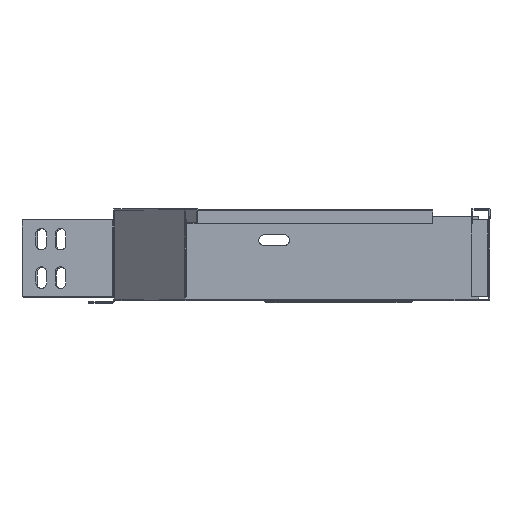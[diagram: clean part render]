
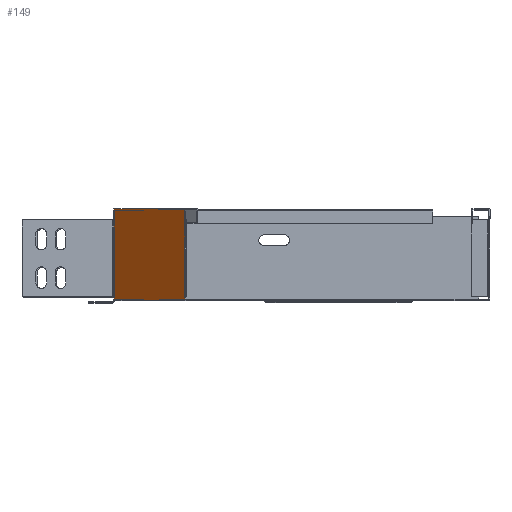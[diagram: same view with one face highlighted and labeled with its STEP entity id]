
A CAD part, top view. The second image highlights one B-rep face of the part: STEP entity #149.
In plain terms, the highlighted planar face has unit normal (-0.707, 0, 0.707).
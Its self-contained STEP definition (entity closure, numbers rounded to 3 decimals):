
#128 = VECTOR ( 'NONE', #713, 1000. ) ;
#143 = LINE ( 'NONE', #6597, #128 ) ;
#149 = ADVANCED_FACE ( 'NONE', ( #2099 ), #3024, .F. ) ;
#287 = VERTEX_POINT ( 'NONE', #6580 ) ;
#570 = DIRECTION ( 'NONE',  ( 0., -1., 0. ) ) ;
#586 = ORIENTED_EDGE ( 'NONE', *, *, #6384, .F. ) ;
#646 = DIRECTION ( 'NONE',  ( -0.707, 0., -0.707 ) ) ;
#713 = DIRECTION ( 'NONE',  ( 0., 1., 0. ) ) ;
#842 = VERTEX_POINT ( 'NONE', #4067 ) ;
#889 = CARTESIAN_POINT ( 'NONE',  ( -98.892, 0., 98.892 ) ) ;
#912 = VERTEX_POINT ( 'NONE', #4960 ) ;
#1123 = DIRECTION ( 'NONE',  ( 0., 1., 0. ) ) ;
#1202 = DIRECTION ( 'NONE',  ( 0., -1., 0. ) ) ;
#1451 = VECTOR ( 'NONE', #2493, 1000. ) ;
#1466 = LINE ( 'NONE', #4308, #1451 ) ;
#1514 = CARTESIAN_POINT ( 'NONE',  ( -121.873, 1.7, 75.911 ) ) ;
#1651 = DIRECTION ( 'NONE',  ( 0.707, 0., 0.707 ) ) ;
#1809 = ORIENTED_EDGE ( 'NONE', *, *, #6085, .F. ) ;
#1869 = CARTESIAN_POINT ( 'NONE',  ( -75.911, 0., 121.873 ) ) ;
#1961 = VECTOR ( 'NONE', #570, 1000. ) ;
#1966 = LINE ( 'NONE', #1514, #1961 ) ;
#1998 = ORIENTED_EDGE ( 'NONE', *, *, #4376, .T. ) ;
#2099 = FACE_OUTER_BOUND ( 'NONE', #5568, .T. ) ;
#2250 = ORIENTED_EDGE ( 'NONE', *, *, #2923, .T. ) ;
#2277 = DIRECTION ( 'NONE',  ( 0., -1., 0. ) ) ;
#2309 = CARTESIAN_POINT ( 'NONE',  ( -121.873, 0., 75.911 ) ) ;
#2353 = VERTEX_POINT ( 'NONE', #5298 ) ;
#2493 = DIRECTION ( 'NONE',  ( 0.707, 0., 0.707 ) ) ;
#2582 = DIRECTION ( 'NONE',  ( 0., 1., 0. ) ) ;
#2732 = CARTESIAN_POINT ( 'NONE',  ( -121.873, 52.3, 75.911 ) ) ;
#2768 = EDGE_CURVE ( 'NONE', #6197, #5724, #7352, .T. ) ;
#2828 = VECTOR ( 'NONE', #4161, 1000. ) ;
#2850 = CARTESIAN_POINT ( 'NONE',  ( -75.911, 2.3, 121.873 ) ) ;
#2872 = VECTOR ( 'NONE', #1123, 1000. ) ;
#2923 = EDGE_CURVE ( 'NONE', #287, #2353, #6716, .T. ) ;
#2930 = LINE ( 'NONE', #4508, #2872 ) ;
#3024 = PLANE ( 'NONE',  #5019 ) ;
#3106 = LINE ( 'NONE', #5430, #2828 ) ;
#3269 = EDGE_CURVE ( 'NONE', #3354, #6008, #6044, .T. ) ;
#3342 = ORIENTED_EDGE ( 'NONE', *, *, #6687, .T. ) ;
#3354 = VERTEX_POINT ( 'NONE', #3824 ) ;
#3375 = ORIENTED_EDGE ( 'NONE', *, *, #4786, .T. ) ;
#3535 = DIRECTION ( 'NONE',  ( 0., 1., 0. ) ) ;
#3570 = LINE ( 'NONE', #6398, #3780 ) ;
#3696 = ORIENTED_EDGE ( 'NONE', *, *, #5361, .T. ) ;
#3707 = ORIENTED_EDGE ( 'NONE', *, *, #2768, .T. ) ;
#3769 = EDGE_CURVE ( 'NONE', #4595, #912, #4613, .T. ) ;
#3780 = VECTOR ( 'NONE', #5725, 1000. ) ;
#3824 = CARTESIAN_POINT ( 'NONE',  ( -75.911, 52.3, 121.873 ) ) ;
#3931 = VECTOR ( 'NONE', #2582, 1000. ) ;
#3995 = CARTESIAN_POINT ( 'NONE',  ( -75.911, 52.3, 121.873 ) ) ;
#4027 = CARTESIAN_POINT ( 'NONE',  ( -121.873, 0., 75.911 ) ) ;
#4028 = LINE ( 'NONE', #6660, #3931 ) ;
#4067 = CARTESIAN_POINT ( 'NONE',  ( -121.873, 0., 75.911 ) ) ;
#4133 = ORIENTED_EDGE ( 'NONE', *, *, #3769, .F. ) ;
#4161 = DIRECTION ( 'NONE',  ( 0., -1., 0. ) ) ;
#4244 = CARTESIAN_POINT ( 'NONE',  ( -121.873, 59.4, 75.911 ) ) ;
#4308 = CARTESIAN_POINT ( 'NONE',  ( -98.892, 0., 98.892 ) ) ;
#4317 = VECTOR ( 'NONE', #3535, 1000. ) ;
#4328 = LINE ( 'NONE', #6455, #4317 ) ;
#4376 = EDGE_CURVE ( 'NONE', #5366, #6008, #2930, .T. ) ;
#4508 = CARTESIAN_POINT ( 'NONE',  ( -75.911, 0., 121.873 ) ) ;
#4595 = VERTEX_POINT ( 'NONE', #4244 ) ;
#4604 = VECTOR ( 'NONE', #1651, 1000. ) ;
#4613 = LINE ( 'NONE', #5021, #4604 ) ;
#4786 = EDGE_CURVE ( 'NONE', #2353, #842, #1966, .T. ) ;
#4838 = DIRECTION ( 'NONE',  ( 0.707, 0., -0.707 ) ) ;
#4892 = ORIENTED_EDGE ( 'NONE', *, *, #7306, .F. ) ;
#4960 = CARTESIAN_POINT ( 'NONE',  ( -75.911, 59.4, 121.873 ) ) ;
#5019 = AXIS2_PLACEMENT_3D ( 'NONE', #889, #4838, #646 ) ;
#5021 = CARTESIAN_POINT ( 'NONE',  ( -98.892, 59.4, 98.892 ) ) ;
#5298 = CARTESIAN_POINT ( 'NONE',  ( -121.873, 1.7, 75.911 ) ) ;
#5361 = EDGE_CURVE ( 'NONE', #3354, #6973, #143, .T. ) ;
#5366 = VERTEX_POINT ( 'NONE', #5548 ) ;
#5430 = CARTESIAN_POINT ( 'NONE',  ( -75.911, 0., 121.873 ) ) ;
#5467 = ORIENTED_EDGE ( 'NONE', *, *, #6204, .T. ) ;
#5548 = CARTESIAN_POINT ( 'NONE',  ( -75.911, 1.7, 121.873 ) ) ;
#5568 = EDGE_LOOP ( 'NONE', ( #3696, #5467, #4133, #4892, #3707, #1809, #2250, #3375, #3342, #586, #1998, #7023 ) ) ;
#5593 = DIRECTION ( 'NONE',  ( 0., -1., 0. ) ) ;
#5724 = VERTEX_POINT ( 'NONE', #2732 ) ;
#5725 = DIRECTION ( 'NONE',  ( 0., 1., 0. ) ) ;
#6008 = VERTEX_POINT ( 'NONE', #2850 ) ;
#6027 = VECTOR ( 'NONE', #5593, 1000. ) ;
#6044 = LINE ( 'NONE', #3995, #6027 ) ;
#6085 = EDGE_CURVE ( 'NONE', #287, #5724, #4328, .T. ) ;
#6086 = VERTEX_POINT ( 'NONE', #1869 ) ;
#6197 = VERTEX_POINT ( 'NONE', #6510 ) ;
#6204 = EDGE_CURVE ( 'NONE', #6973, #912, #4028, .T. ) ;
#6384 = EDGE_CURVE ( 'NONE', #5366, #6086, #3106, .T. ) ;
#6398 = CARTESIAN_POINT ( 'NONE',  ( -121.873, 0., 75.911 ) ) ;
#6455 = CARTESIAN_POINT ( 'NONE',  ( -121.873, 2.3, 75.911 ) ) ;
#6470 = CARTESIAN_POINT ( 'NONE',  ( -75.911, 57.7, 121.873 ) ) ;
#6510 = CARTESIAN_POINT ( 'NONE',  ( -121.873, 57.7, 75.911 ) ) ;
#6580 = CARTESIAN_POINT ( 'NONE',  ( -121.873, 2.3, 75.911 ) ) ;
#6597 = CARTESIAN_POINT ( 'NONE',  ( -75.911, 0., 121.873 ) ) ;
#6660 = CARTESIAN_POINT ( 'NONE',  ( -75.911, 57.7, 121.873 ) ) ;
#6687 = EDGE_CURVE ( 'NONE', #842, #6086, #1466, .T. ) ;
#6703 = VECTOR ( 'NONE', #1202, 1000. ) ;
#6716 = LINE ( 'NONE', #4027, #6703 ) ;
#6973 = VERTEX_POINT ( 'NONE', #6470 ) ;
#7023 = ORIENTED_EDGE ( 'NONE', *, *, #3269, .F. ) ;
#7306 = EDGE_CURVE ( 'NONE', #6197, #4595, #3570, .T. ) ;
#7329 = VECTOR ( 'NONE', #2277, 1000. ) ;
#7352 = LINE ( 'NONE', #2309, #7329 ) ;
